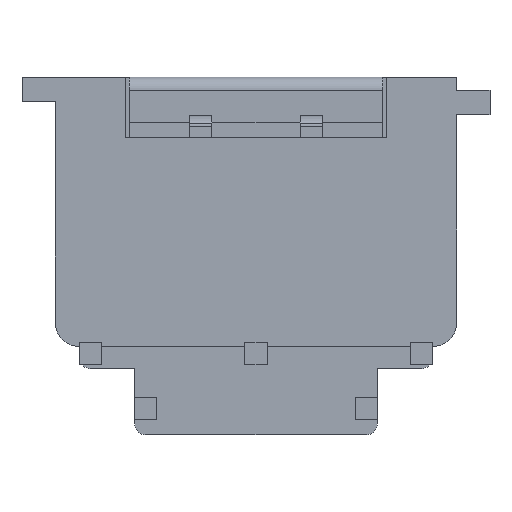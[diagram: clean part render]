
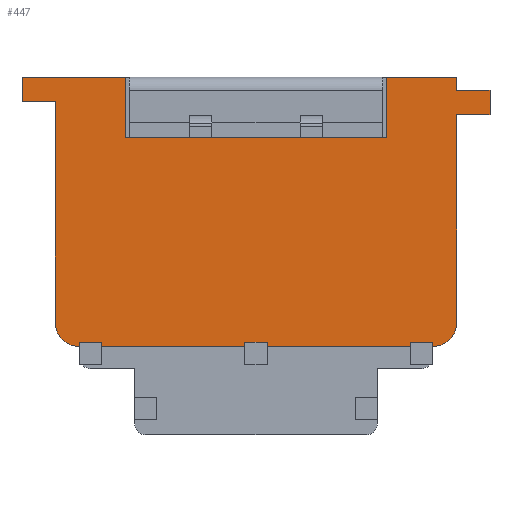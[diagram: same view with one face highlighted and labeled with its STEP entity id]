
A CAD part, front view. The second image highlights one B-rep face of the part: STEP entity #447.
In plain terms, the highlighted planar face has unit normal (0, -1, 0).
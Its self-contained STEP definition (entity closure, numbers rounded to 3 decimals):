
#16 = VECTOR ( 'NONE', #2466, 1000. ) ;
#17 = CARTESIAN_POINT ( 'NONE',  ( 9.1, -10.5, -1.7 ) ) ;
#21 = ORIENTED_EDGE ( 'NONE', *, *, #6150, .F. ) ;
#33 = DIRECTION ( 'NONE',  ( 0., 0., 1. ) ) ;
#46 = ORIENTED_EDGE ( 'NONE', *, *, #2802, .F. ) ;
#199 = VERTEX_POINT ( 'NONE', #1605 ) ;
#213 = DIRECTION ( 'NONE',  ( 0., 0., 1. ) ) ;
#252 = DIRECTION ( 'NONE',  ( 0., 0., 1. ) ) ;
#372 = ORIENTED_EDGE ( 'NONE', *, *, #5127, .T. ) ;
#427 = ORIENTED_EDGE ( 'NONE', *, *, #3735, .F. ) ;
#447 = ADVANCED_FACE ( 'NONE', ( #4579 ), #2352, .T. ) ;
#482 = CARTESIAN_POINT ( 'NONE',  ( -9.1, -10.5, -12.2 ) ) ;
#488 = EDGE_CURVE ( 'NONE', #2890, #5054, #1231, .T. ) ;
#555 = DIRECTION ( 'NONE',  ( 0., -1., 0. ) ) ;
#712 = CARTESIAN_POINT ( 'NONE',  ( 10.6, -10.5, -1.7 ) ) ;
#742 = CARTESIAN_POINT ( 'NONE',  ( -9.1, -10.5, -12.2 ) ) ;
#756 = VERTEX_POINT ( 'NONE', #1037 ) ;
#813 = DIRECTION ( 'NONE',  ( -1., 0., 0. ) ) ;
#821 = VERTEX_POINT ( 'NONE', #1599 ) ;
#834 = DIRECTION ( 'NONE',  ( 0., 0., 1. ) ) ;
#954 = LINE ( 'NONE', #5409, #5610 ) ;
#977 = CIRCLE ( 'NONE', #2234, 1.1 ) ;
#1037 = CARTESIAN_POINT ( 'NONE',  ( 10.6, -10.5, -1.7 ) ) ;
#1048 = EDGE_CURVE ( 'NONE', #5054, #199, #4834, .T. ) ;
#1162 = DIRECTION ( 'NONE',  ( 1., 0., 0. ) ) ;
#1231 = LINE ( 'NONE', #2929, #6927 ) ;
#1247 = VERTEX_POINT ( 'NONE', #2534 ) ;
#1260 = DIRECTION ( 'NONE',  ( 0., -1., 0. ) ) ;
#1261 = CARTESIAN_POINT ( 'NONE',  ( -10.6, -10.5, -1.1 ) ) ;
#1281 = CARTESIAN_POINT ( 'NONE',  ( 9.1, -10.5, -12.2 ) ) ;
#1431 = CARTESIAN_POINT ( 'NONE',  ( -5.9, -10.5, -2.75 ) ) ;
#1522 = ORIENTED_EDGE ( 'NONE', *, *, #1048, .F. ) ;
#1553 = CARTESIAN_POINT ( 'NONE',  ( -8., -10.5, -12.2 ) ) ;
#1599 = CARTESIAN_POINT ( 'NONE',  ( 5.9, -10.5, 0. ) ) ;
#1605 = CARTESIAN_POINT ( 'NONE',  ( -10.6, -10.5, 0. ) ) ;
#1610 = EDGE_CURVE ( 'NONE', #4908, #2186, #4131, .T. ) ;
#1715 = LINE ( 'NONE', #4432, #2239 ) ;
#1812 = CARTESIAN_POINT ( 'NONE',  ( -9.1, -10.5, -1.1 ) ) ;
#1813 = EDGE_CURVE ( 'NONE', #756, #4155, #954, .T. ) ;
#1817 = DIRECTION ( 'NONE',  ( 1., 0., 0. ) ) ;
#1865 = ORIENTED_EDGE ( 'NONE', *, *, #1610, .F. ) ;
#1903 = LINE ( 'NONE', #5820, #1987 ) ;
#1930 = CARTESIAN_POINT ( 'NONE',  ( 9.1, -10.5, -11.1 ) ) ;
#1987 = VECTOR ( 'NONE', #252, 1000. ) ;
#2110 = DIRECTION ( 'NONE',  ( 0., 0., 1. ) ) ;
#2147 = EDGE_CURVE ( 'NONE', #2596, #4155, #1715, .T. ) ;
#2174 = EDGE_CURVE ( 'NONE', #199, #2190, #2580, .T. ) ;
#2186 = VERTEX_POINT ( 'NONE', #6318 ) ;
#2190 = VERTEX_POINT ( 'NONE', #2811 ) ;
#2234 = AXIS2_PLACEMENT_3D ( 'NONE', #2759, #555, #5526 ) ;
#2239 = VECTOR ( 'NONE', #1162, 1000. ) ;
#2261 = LINE ( 'NONE', #3669, #4844 ) ;
#2352 = PLANE ( 'NONE',  #2363 ) ;
#2363 = AXIS2_PLACEMENT_3D ( 'NONE', #712, #1260, #1817 ) ;
#2414 = CARTESIAN_POINT ( 'NONE',  ( 8., -10.5, -12.2 ) ) ;
#2466 = DIRECTION ( 'NONE',  ( 1., 0., 0. ) ) ;
#2483 = ORIENTED_EDGE ( 'NONE', *, *, #488, .F. ) ;
#2534 = CARTESIAN_POINT ( 'NONE',  ( -9.1, -10.5, -11.1 ) ) ;
#2580 = LINE ( 'NONE', #4865, #6810 ) ;
#2596 = VERTEX_POINT ( 'NONE', #6212 ) ;
#2659 = EDGE_CURVE ( 'NONE', #1247, #4784, #977, .T. ) ;
#2759 = CARTESIAN_POINT ( 'NONE',  ( -8., -10.5, -11.1 ) ) ;
#2801 = CARTESIAN_POINT ( 'NONE',  ( 10.6, -10.5, 0. ) ) ;
#2802 = EDGE_CURVE ( 'NONE', #821, #4348, #7096, .T. ) ;
#2811 = CARTESIAN_POINT ( 'NONE',  ( -5.9, -10.5, 0. ) ) ;
#2886 = DIRECTION ( 'NONE',  ( 1., 0., 0. ) ) ;
#2890 = VERTEX_POINT ( 'NONE', #1812 ) ;
#2912 = LINE ( 'NONE', #3555, #4560 ) ;
#2929 = CARTESIAN_POINT ( 'NONE',  ( -9.1, -10.5, -1.1 ) ) ;
#3315 = DIRECTION ( 'NONE',  ( 0., -1., 0. ) ) ;
#3389 = ORIENTED_EDGE ( 'NONE', *, *, #7012, .F. ) ;
#3413 = CARTESIAN_POINT ( 'NONE',  ( 5.9, -10.5, -2.75 ) ) ;
#3430 = VERTEX_POINT ( 'NONE', #17 ) ;
#3476 = EDGE_CURVE ( 'NONE', #6447, #6567, #3776, .T. ) ;
#3555 = CARTESIAN_POINT ( 'NONE',  ( -5.9, -10.5, -2.75 ) ) ;
#3652 = DIRECTION ( 'NONE',  ( 1., 0., 0. ) ) ;
#3669 = CARTESIAN_POINT ( 'NONE',  ( 10.6, -10.5, -1.7 ) ) ;
#3735 = EDGE_CURVE ( 'NONE', #2186, #821, #1903, .T. ) ;
#3776 = CIRCLE ( 'NONE', #3908, 1.1 ) ;
#3875 = ORIENTED_EDGE ( 'NONE', *, *, #1813, .T. ) ;
#3908 = AXIS2_PLACEMENT_3D ( 'NONE', #5550, #3315, #6157 ) ;
#3964 = VECTOR ( 'NONE', #5392, 1000. ) ;
#4087 = CARTESIAN_POINT ( 'NONE',  ( 9.1, -10.5, 0. ) ) ;
#4131 = LINE ( 'NONE', #3413, #5264 ) ;
#4155 = VERTEX_POINT ( 'NONE', #4500 ) ;
#4277 = ORIENTED_EDGE ( 'NONE', *, *, #2174, .F. ) ;
#4348 = VERTEX_POINT ( 'NONE', #4087 ) ;
#4359 = CARTESIAN_POINT ( 'NONE',  ( 9.1, -10.5, -0.6 ) ) ;
#4390 = EDGE_CURVE ( 'NONE', #3430, #756, #2261, .T. ) ;
#4402 = LINE ( 'NONE', #4359, #6751 ) ;
#4432 = CARTESIAN_POINT ( 'NONE',  ( 10.6, -10.5, -0.6 ) ) ;
#4500 = CARTESIAN_POINT ( 'NONE',  ( 10.6, -10.5, -0.6 ) ) ;
#4555 = ORIENTED_EDGE ( 'NONE', *, *, #6274, .T. ) ;
#4560 = VECTOR ( 'NONE', #834, 1000. ) ;
#4579 = FACE_OUTER_BOUND ( 'NONE', #4727, .T. ) ;
#4727 = EDGE_LOOP ( 'NONE', ( #2483, #21, #5050, #3389, #6863, #6197, #6794, #3875, #5113, #4555, #46, #427, #1865, #372, #4277, #1522 ) ) ;
#4784 = VERTEX_POINT ( 'NONE', #1553 ) ;
#4834 = LINE ( 'NONE', #6300, #5796 ) ;
#4844 = VECTOR ( 'NONE', #3652, 1000. ) ;
#4865 = CARTESIAN_POINT ( 'NONE',  ( 10.6, -10.5, 0. ) ) ;
#4908 = VERTEX_POINT ( 'NONE', #1431 ) ;
#4945 = EDGE_CURVE ( 'NONE', #6567, #3430, #6228, .T. ) ;
#5050 = ORIENTED_EDGE ( 'NONE', *, *, #2659, .T. ) ;
#5054 = VERTEX_POINT ( 'NONE', #1261 ) ;
#5089 = DIRECTION ( 'NONE',  ( 0., 0., 1. ) ) ;
#5113 = ORIENTED_EDGE ( 'NONE', *, *, #2147, .F. ) ;
#5127 = EDGE_CURVE ( 'NONE', #4908, #2190, #2912, .T. ) ;
#5217 = DIRECTION ( 'NONE',  ( 1., 0., 0. ) ) ;
#5263 = VECTOR ( 'NONE', #5089, 1000. ) ;
#5264 = VECTOR ( 'NONE', #2886, 1000. ) ;
#5278 = LINE ( 'NONE', #482, #3964 ) ;
#5392 = DIRECTION ( 'NONE',  ( 0., 0., 1. ) ) ;
#5409 = CARTESIAN_POINT ( 'NONE',  ( 10.6, -10.5, -1.7 ) ) ;
#5526 = DIRECTION ( 'NONE',  ( 1., 0., 0. ) ) ;
#5550 = CARTESIAN_POINT ( 'NONE',  ( 8., -10.5, -11.1 ) ) ;
#5610 = VECTOR ( 'NONE', #2110, 1000. ) ;
#5794 = VECTOR ( 'NONE', #813, 1000. ) ;
#5796 = VECTOR ( 'NONE', #213, 1000. ) ;
#5820 = CARTESIAN_POINT ( 'NONE',  ( 5.9, -10.5, -2.75 ) ) ;
#6150 = EDGE_CURVE ( 'NONE', #1247, #2890, #5278, .T. ) ;
#6157 = DIRECTION ( 'NONE',  ( 1., 0., 0. ) ) ;
#6197 = ORIENTED_EDGE ( 'NONE', *, *, #4945, .T. ) ;
#6212 = CARTESIAN_POINT ( 'NONE',  ( 9.1, -10.5, -0.6 ) ) ;
#6228 = LINE ( 'NONE', #1281, #5263 ) ;
#6274 = EDGE_CURVE ( 'NONE', #2596, #4348, #4402, .T. ) ;
#6300 = CARTESIAN_POINT ( 'NONE',  ( -10.6, -10.5, -1.7 ) ) ;
#6318 = CARTESIAN_POINT ( 'NONE',  ( 5.9, -10.5, -2.75 ) ) ;
#6418 = LINE ( 'NONE', #742, #5794 ) ;
#6447 = VERTEX_POINT ( 'NONE', #2414 ) ;
#6567 = VERTEX_POINT ( 'NONE', #1930 ) ;
#6751 = VECTOR ( 'NONE', #33, 1000. ) ;
#6794 = ORIENTED_EDGE ( 'NONE', *, *, #4390, .T. ) ;
#6806 = DIRECTION ( 'NONE',  ( -1., 0., 0. ) ) ;
#6810 = VECTOR ( 'NONE', #5217, 1000. ) ;
#6863 = ORIENTED_EDGE ( 'NONE', *, *, #3476, .T. ) ;
#6927 = VECTOR ( 'NONE', #6806, 1000. ) ;
#7012 = EDGE_CURVE ( 'NONE', #6447, #4784, #6418, .T. ) ;
#7096 = LINE ( 'NONE', #2801, #16 ) ;
